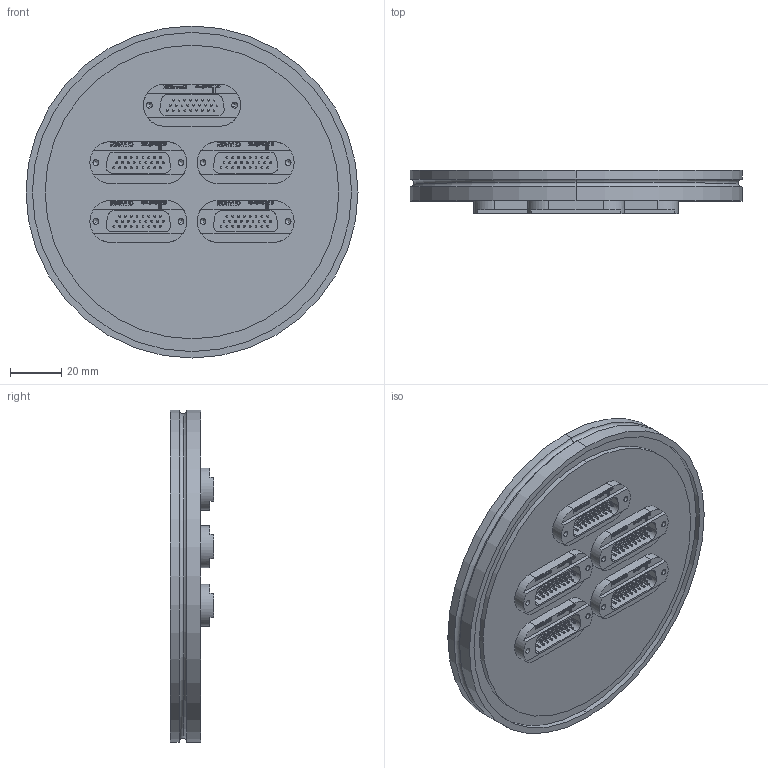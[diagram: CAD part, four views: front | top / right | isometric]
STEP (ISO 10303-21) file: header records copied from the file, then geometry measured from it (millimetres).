
FILE_DESCRIPTION (( 'STEP AP214' ), '1' );
FILE_NAME ('210-HD26-ISO100-5.step', '2025-02-17T20:30:52', ( '' ), ( '' ), 'SwSTEP 2.0', 'SolidWorks 2022', '' );
FILE_SCHEMA (( 'AUTOMOTIVE_DESIGN' ));
Length unit declared in the file: millimetre
Products named in the file (5): 9218-HDX-SS_26pol.0,7 mm Logo; 210-HD26-ISO100-5; 9210-D15-ISO100-5_DN100 ISO-K; 218-HDX-SS_218-HD26-SS; 9210-PIN-FENI-0.7_vergoldet
Assembly tree (33 placements, depth 3):
  210-HD26-ISO100-5
    9210-D15-ISO100-5_DN100 ISO-K
    218-HDX-SS_218-HD26-SS  x5
      9218-HDX-SS_26pol.0,7 mm Logo
      9210-PIN-FENI-0.7_vergoldet
Bounding box: 130 x 17 x 130 mm (x, y, z)
Volume: 145972.5 mm3; surface area: 59814.1 mm2
Topology: 136 solids, 136 shells, 2047 faces, 5697 edges, 3756 vertices
Faces by surface type: cylinder 872, plane 726, sphere 260, bspline 135, cone 40, torus 14
Entity records: 12871 total; most frequent: CARTESIAN_POINT 3658, DIRECTION 1855, ORIENTED_EDGE 1814, EDGE_CURVE 907, AXIS2_PLACEMENT_3D 649, VERTEX_POINT 600, VECTOR 557, LINE 557
